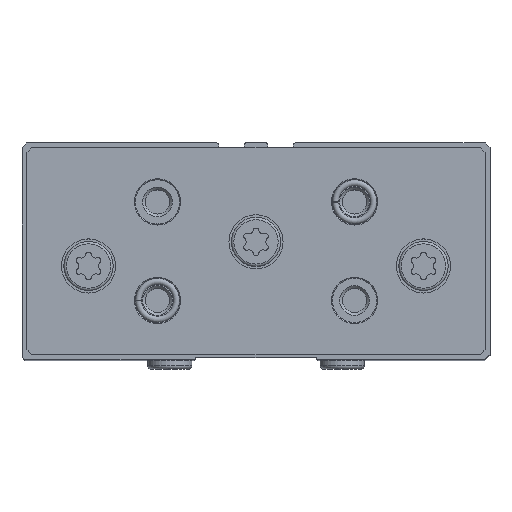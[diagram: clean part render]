
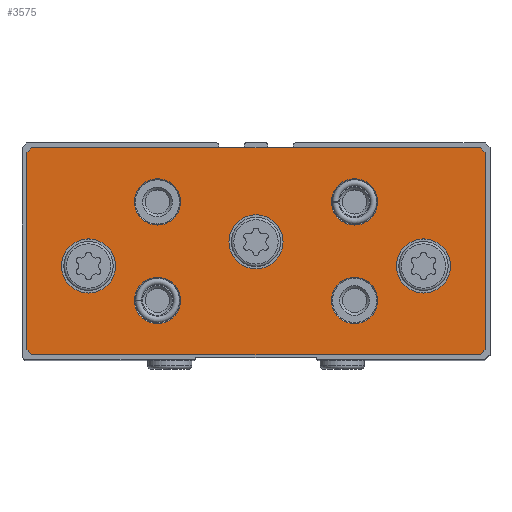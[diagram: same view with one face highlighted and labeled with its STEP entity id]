
A CAD part, top view. The second image highlights one B-rep face of the part: STEP entity #3575.
In plain terms, the highlighted face is planar.
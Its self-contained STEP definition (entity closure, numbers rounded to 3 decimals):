
#337=LINE('',#6129,#531);
#338=LINE('',#6132,#532);
#339=LINE('',#6134,#533);
#340=LINE('',#6136,#534);
#341=LINE('',#6138,#535);
#342=LINE('',#6140,#536);
#343=LINE('',#6142,#537);
#344=LINE('',#6144,#538);
#531=VECTOR('',#4972,1000.);
#532=VECTOR('',#4973,1000.);
#533=VECTOR('',#4974,1000.);
#534=VECTOR('',#4975,1000.);
#535=VECTOR('',#4976,1000.);
#536=VECTOR('',#4977,1000.);
#537=VECTOR('',#4978,1000.);
#538=VECTOR('',#4979,1000.);
#1017=ORIENTED_EDGE('',*,*,#1735,.F.);
#1018=ORIENTED_EDGE('',*,*,#1736,.F.);
#1019=ORIENTED_EDGE('',*,*,#1737,.F.);
#1020=ORIENTED_EDGE('',*,*,#1738,.F.);
#1021=ORIENTED_EDGE('',*,*,#1739,.F.);
#1022=ORIENTED_EDGE('',*,*,#1740,.F.);
#1023=ORIENTED_EDGE('',*,*,#1741,.F.);
#1024=ORIENTED_EDGE('',*,*,#1742,.T.);
#1025=ORIENTED_EDGE('',*,*,#1743,.T.);
#1026=ORIENTED_EDGE('',*,*,#1744,.T.);
#1027=ORIENTED_EDGE('',*,*,#1745,.T.);
#1028=ORIENTED_EDGE('',*,*,#1746,.T.);
#1029=ORIENTED_EDGE('',*,*,#1747,.T.);
#1030=ORIENTED_EDGE('',*,*,#1748,.T.);
#1031=ORIENTED_EDGE('',*,*,#1749,.T.);
#1735=EDGE_CURVE('',#2154,#2154,#2444,.T.);
#1736=EDGE_CURVE('',#2155,#2155,#2445,.T.);
#1737=EDGE_CURVE('',#2156,#2156,#2446,.T.);
#1738=EDGE_CURVE('',#2157,#2157,#2447,.T.);
#1739=EDGE_CURVE('',#2158,#2158,#2448,.T.);
#1740=EDGE_CURVE('',#2159,#2159,#2449,.T.);
#1741=EDGE_CURVE('',#2160,#2160,#2450,.T.);
#1742=EDGE_CURVE('',#2161,#2162,#337,.T.);
#1743=EDGE_CURVE('',#2162,#2163,#338,.T.);
#1744=EDGE_CURVE('',#2163,#2164,#339,.T.);
#1745=EDGE_CURVE('',#2164,#2165,#340,.T.);
#1746=EDGE_CURVE('',#2165,#2166,#341,.T.);
#1747=EDGE_CURVE('',#2166,#2167,#342,.T.);
#1748=EDGE_CURVE('',#2167,#2168,#343,.T.);
#1749=EDGE_CURVE('',#2168,#2161,#344,.T.);
#2154=VERTEX_POINT('',#6116);
#2155=VERTEX_POINT('',#6118);
#2156=VERTEX_POINT('',#6120);
#2157=VERTEX_POINT('',#6122);
#2158=VERTEX_POINT('',#6124);
#2159=VERTEX_POINT('',#6126);
#2160=VERTEX_POINT('',#6128);
#2161=VERTEX_POINT('',#6130);
#2162=VERTEX_POINT('',#6131);
#2163=VERTEX_POINT('',#6133);
#2164=VERTEX_POINT('',#6135);
#2165=VERTEX_POINT('',#6137);
#2166=VERTEX_POINT('',#6139);
#2167=VERTEX_POINT('',#6141);
#2168=VERTEX_POINT('',#6143);
#2444=CIRCLE('',#4148,5.5);
#2445=CIRCLE('',#4149,5.5);
#2446=CIRCLE('',#4150,5.5);
#2447=CIRCLE('',#4151,4.7);
#2448=CIRCLE('',#4152,4.7);
#2449=CIRCLE('',#4153,4.7);
#2450=CIRCLE('',#4154,4.7);
#2771=EDGE_LOOP('',(#1017));
#2772=EDGE_LOOP('',(#1018));
#2773=EDGE_LOOP('',(#1019));
#2774=EDGE_LOOP('',(#1020));
#2775=EDGE_LOOP('',(#1021));
#2776=EDGE_LOOP('',(#1022));
#2777=EDGE_LOOP('',(#1023));
#2778=EDGE_LOOP('',(#1024,#1025,#1026,#1027,#1028,#1029,#1030,#1031));
#3161=FACE_BOUND('',#2771,.T.);
#3162=FACE_BOUND('',#2772,.T.);
#3163=FACE_BOUND('',#2773,.T.);
#3164=FACE_BOUND('',#2774,.T.);
#3165=FACE_BOUND('',#2775,.T.);
#3166=FACE_BOUND('',#2776,.T.);
#3167=FACE_BOUND('',#2777,.T.);
#3168=FACE_BOUND('',#2778,.T.);
#3418=PLANE('',#4147);
#3575=ADVANCED_FACE('',(#3161,#3162,#3163,#3164,#3165,#3166,#3167,#3168),
#3418,.T.);
#4147=AXIS2_PLACEMENT_3D('',#6114,#4956,#4957);
#4148=AXIS2_PLACEMENT_3D('',#6115,#4958,#4959);
#4149=AXIS2_PLACEMENT_3D('',#6117,#4960,#4961);
#4150=AXIS2_PLACEMENT_3D('',#6119,#4962,#4963);
#4151=AXIS2_PLACEMENT_3D('',#6121,#4964,#4965);
#4152=AXIS2_PLACEMENT_3D('',#6123,#4966,#4967);
#4153=AXIS2_PLACEMENT_3D('',#6125,#4968,#4969);
#4154=AXIS2_PLACEMENT_3D('',#6127,#4970,#4971);
#4956=DIRECTION('',(1.,0.,0.));
#4957=DIRECTION('',(0.,0.,-1.));
#4958=DIRECTION('',(1.,0.,0.));
#4959=DIRECTION('',(0.,0.,-1.));
#4960=DIRECTION('',(1.,0.,0.));
#4961=DIRECTION('',(0.,0.,-1.));
#4962=DIRECTION('',(1.,0.,0.));
#4963=DIRECTION('',(0.,0.,-1.));
#4964=DIRECTION('',(1.,0.,0.));
#4965=DIRECTION('',(0.,0.,-1.));
#4966=DIRECTION('',(1.,0.,0.));
#4967=DIRECTION('',(0.,0.,-1.));
#4968=DIRECTION('',(1.,0.,0.));
#4969=DIRECTION('',(0.,0.,-1.));
#4970=DIRECTION('',(1.,0.,0.));
#4971=DIRECTION('',(0.,0.,-1.));
#4972=DIRECTION('',(0.,-1.,0.));
#4973=DIRECTION('',(0.,-0.707,-0.707));
#4974=DIRECTION('',(0.,0.,-1.));
#4975=DIRECTION('',(0.,0.707,-0.707));
#4976=DIRECTION('',(0.,1.,0.));
#4977=DIRECTION('',(0.,0.707,0.707));
#4978=DIRECTION('',(0.,0.,1.));
#4979=DIRECTION('',(0.,-0.707,0.707));
#6114=CARTESIAN_POINT('',(14.,0.,0.));
#6115=CARTESIAN_POINT('',(14.,0.,0.));
#6116=CARTESIAN_POINT('',(14.,0.,-5.5));
#6117=CARTESIAN_POINT('',(14.,-4.9,34.));
#6118=CARTESIAN_POINT('',(14.,-4.9,28.5));
#6119=CARTESIAN_POINT('',(14.,-4.9,-34.));
#6120=CARTESIAN_POINT('',(14.,-4.9,-39.5));
#6121=CARTESIAN_POINT('',(14.,-11.9,20.));
#6122=CARTESIAN_POINT('',(14.,-11.9,15.3));
#6123=CARTESIAN_POINT('',(14.,-11.9,-20.));
#6124=CARTESIAN_POINT('',(14.,-11.9,-24.7));
#6125=CARTESIAN_POINT('',(14.,8.1,20.));
#6126=CARTESIAN_POINT('',(14.,8.1,15.3));
#6127=CARTESIAN_POINT('',(14.,8.1,-20.));
#6128=CARTESIAN_POINT('',(14.,8.1,-24.7));
#6129=CARTESIAN_POINT('',(14.,18.1,46.5));
#6130=CARTESIAN_POINT('',(14.,18.1,46.5));
#6131=CARTESIAN_POINT('',(14.,-21.9,46.5));
#6132=CARTESIAN_POINT('',(14.,-21.9,46.5));
#6133=CARTESIAN_POINT('',(14.,-22.9,45.5));
#6134=CARTESIAN_POINT('',(14.,-22.9,45.5));
#6135=CARTESIAN_POINT('',(14.,-22.9,-45.5));
#6136=CARTESIAN_POINT('',(14.,-22.9,-45.5));
#6137=CARTESIAN_POINT('',(14.,-21.9,-46.5));
#6138=CARTESIAN_POINT('',(14.,-21.9,-46.5));
#6139=CARTESIAN_POINT('',(14.,18.1,-46.5));
#6140=CARTESIAN_POINT('',(14.,18.1,-46.5));
#6141=CARTESIAN_POINT('',(14.,19.1,-45.5));
#6142=CARTESIAN_POINT('',(14.,19.1,-45.5));
#6143=CARTESIAN_POINT('',(14.,19.1,45.5));
#6144=CARTESIAN_POINT('',(14.,19.1,45.5));
